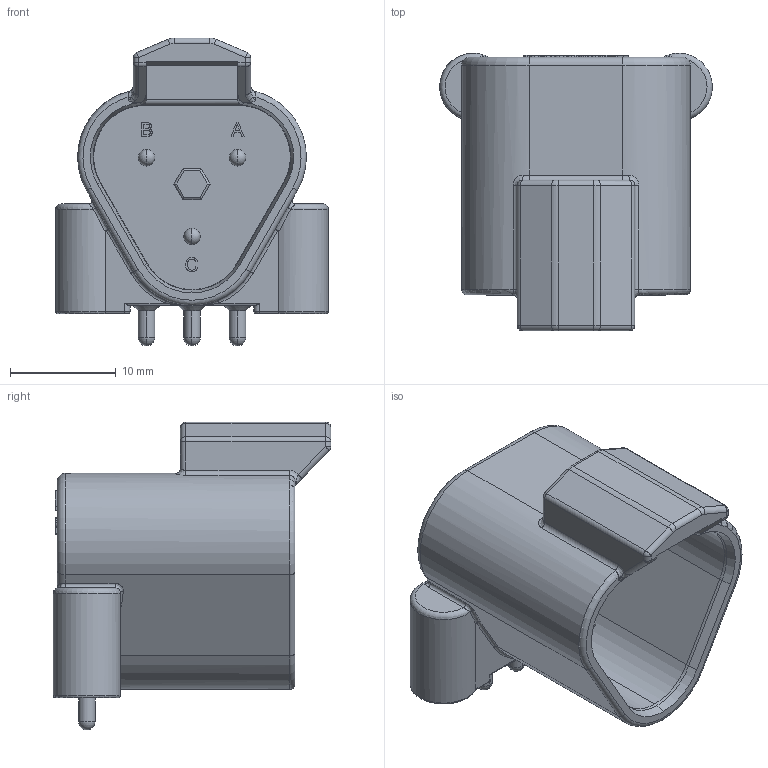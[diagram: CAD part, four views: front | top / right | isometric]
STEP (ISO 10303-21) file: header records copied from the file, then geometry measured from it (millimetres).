
FILE_DESCRIPTION((''),'2;1');
FILE_NAME('PL000697-03-SC-01','2019-03-21T',('Brook.Ding'),(''),'PRO/ENGINEER BY PARAMETRIC TECHNOLOGY CORPORATION, 2016360','PRO/ENGINEER BY PARAMETRIC TECHNOLOGY CORPORATION, 2016360','');
FILE_SCHEMA(('CONFIG_CONTROL_DESIGN'));
Length unit declared in the file: millimetre
Products named in the file (1): PL000697-03-SC-01
Bounding box: 25.77 x 26.25 x 29.09 mm (x, y, z)
Volume: 4690.5 mm3; surface area: 4021.2 mm2
Topology: 1 solids, 1 shells, 658 faces, 1731 edges, 1105 vertices
Faces by surface type: extrusion 253, plane 230, cylinder 87, torus 28, bspline 28, sphere 18, cone 14
Entity records: 22642 total; most frequent: CARTESIAN_POINT 7572, ORIENTED_EDGE 3430, DIRECTION 2354, EDGE_CURVE 1715, VECTOR 1154, VERTEX_POINT 1105, LINE 901, B_SPLINE_CURVE_WITH_KNOTS 844
